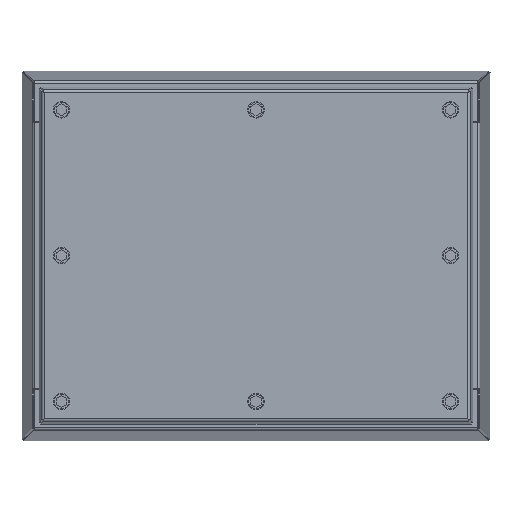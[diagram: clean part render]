
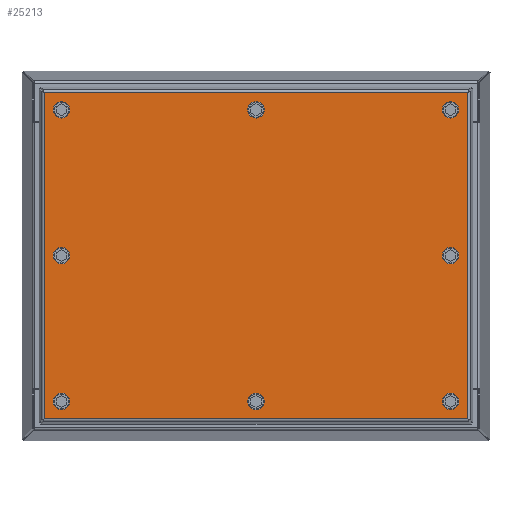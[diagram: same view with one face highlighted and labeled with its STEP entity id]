
A CAD part, top view. The second image highlights one B-rep face of the part: STEP entity #25213.
In plain terms, the highlighted planar face has unit normal (0, 0, 1).
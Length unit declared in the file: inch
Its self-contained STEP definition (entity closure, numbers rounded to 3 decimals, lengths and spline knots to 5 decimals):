
#1160 = DIRECTION ( 'NONE',  ( 0., -1., 0. ) ) ;
#1198 = AXIS2_PLACEMENT_3D ( 'NONE', #9237, #15886, #14007 ) ;
#1201 = LINE ( 'NONE', #24547, #30288 ) ;
#1393 = DIRECTION ( 'NONE',  ( 0., -1., 0. ) ) ;
#1648 = VERTEX_POINT ( 'NONE', #18042 ) ;
#2043 = CARTESIAN_POINT ( 'NONE',  ( 5.882, 4.4095, 6.532 ) ) ;
#2120 = CIRCLE ( 'NONE', #19394, 0.1175 ) ;
#2245 = DIRECTION ( 'NONE',  ( 0., 0., 1. ) ) ;
#2324 = DIRECTION ( 'NONE',  ( -1., 0., 0. ) ) ;
#2380 = FACE_BOUND ( 'NONE', #2630, .T. ) ;
#2471 = AXIS2_PLACEMENT_3D ( 'NONE', #13211, #11225, #30112 ) ;
#2630 = EDGE_LOOP ( 'NONE', ( #20394 ) ) ;
#3008 = ORIENTED_EDGE ( 'NONE', *, *, #4873, .F. ) ;
#3099 = AXIS2_PLACEMENT_3D ( 'NONE', #19361, #24069, #5143 ) ;
#3276 = DIRECTION ( 'NONE',  ( 0., 0., 1. ) ) ;
#3818 = VERTEX_POINT ( 'NONE', #24708 ) ;
#4711 = FACE_BOUND ( 'NONE', #13199, .T. ) ;
#4857 = CARTESIAN_POINT ( 'NONE',  ( -5.882, -4.527, 6.532 ) ) ;
#4873 = EDGE_CURVE ( 'NONE', #3818, #3818, #22348, .T. ) ;
#5143 = DIRECTION ( 'NONE',  ( 0., 1., 0. ) ) ;
#5331 = EDGE_CURVE ( 'NONE', #13195, #13195, #6577, .T. ) ;
#5689 = DIRECTION ( 'NONE',  ( 0., 0., 1. ) ) ;
#5908 = CARTESIAN_POINT ( 'NONE',  ( -5.882, 0., 6.532 ) ) ;
#6337 = ORIENTED_EDGE ( 'NONE', *, *, #5331, .F. ) ;
#6577 = CIRCLE ( 'NONE', #1198, 0.1175 ) ;
#6626 = VERTEX_POINT ( 'NONE', #26704 ) ;
#7216 = CARTESIAN_POINT ( 'NONE',  ( -6.39984, 4.93434, 6.532 ) ) ;
#7603 = EDGE_CURVE ( 'NONE', #6626, #13174, #1201, .T. ) ;
#8024 = CARTESIAN_POINT ( 'NONE',  ( 0., 4.4095, 6.532 ) ) ;
#8150 = EDGE_LOOP ( 'NONE', ( #28977 ) ) ;
#8617 = EDGE_CURVE ( 'NONE', #1648, #1648, #17018, .T. ) ;
#8772 = ORIENTED_EDGE ( 'NONE', *, *, #18240, .F. ) ;
#9237 = CARTESIAN_POINT ( 'NONE',  ( 5.882, 0., 6.532 ) ) ;
#9314 = FACE_BOUND ( 'NONE', #8150, .T. ) ;
#9691 = CARTESIAN_POINT ( 'NONE',  ( 5.882, -4.4095, 6.532 ) ) ;
#9777 = ORIENTED_EDGE ( 'NONE', *, *, #22812, .F. ) ;
#10098 = VERTEX_POINT ( 'NONE', #19545 ) ;
#10660 = CARTESIAN_POINT ( 'NONE',  ( 5.882, 4.292, 6.532 ) ) ;
#10715 = EDGE_LOOP ( 'NONE', ( #13821 ) ) ;
#10923 = CIRCLE ( 'NONE', #17849, 0.1175 ) ;
#10944 = AXIS2_PLACEMENT_3D ( 'NONE', #2043, #13622, #11167 ) ;
#11016 = EDGE_LOOP ( 'NONE', ( #3008 ) ) ;
#11167 = DIRECTION ( 'NONE',  ( 0., -1., 0. ) ) ;
#11225 = DIRECTION ( 'NONE',  ( 0., 0., 1. ) ) ;
#11789 = LINE ( 'NONE', #26555, #29634 ) ;
#12069 = FACE_BOUND ( 'NONE', #25959, .T. ) ;
#12802 = ORIENTED_EDGE ( 'NONE', *, *, #25286, .F. ) ;
#12994 = DIRECTION ( 'NONE',  ( 0., -1., 0. ) ) ;
#13040 = EDGE_CURVE ( 'NONE', #27107, #27107, #15792, .T. ) ;
#13174 = VERTEX_POINT ( 'NONE', #24394 ) ;
#13195 = VERTEX_POINT ( 'NONE', #22090 ) ;
#13199 = EDGE_LOOP ( 'NONE', ( #18220 ) ) ;
#13211 = CARTESIAN_POINT ( 'NONE',  ( 0., -4.4095, 6.532 ) ) ;
#13382 = VECTOR ( 'NONE', #2324, 39.37008 ) ;
#13622 = DIRECTION ( 'NONE',  ( 0., 0., 1. ) ) ;
#13627 = EDGE_CURVE ( 'NONE', #13174, #28585, #23844, .T. ) ;
#13821 = ORIENTED_EDGE ( 'NONE', *, *, #24664, .F. ) ;
#14007 = DIRECTION ( 'NONE',  ( 0., -1., 0. ) ) ;
#14226 = FACE_BOUND ( 'NONE', #19166, .T. ) ;
#14375 = FACE_BOUND ( 'NONE', #10715, .T. ) ;
#14713 = DIRECTION ( 'NONE',  ( 1., 0., 0. ) ) ;
#14870 = CIRCLE ( 'NONE', #10944, 0.1175 ) ;
#15397 = VERTEX_POINT ( 'NONE', #7216 ) ;
#15562 = CARTESIAN_POINT ( 'NONE',  ( -6.39984, 5.0065, 6.532 ) ) ;
#15792 = CIRCLE ( 'NONE', #2471, 0.1175 ) ;
#15858 = CARTESIAN_POINT ( 'NONE',  ( -6.39984, -4.93434, 6.532 ) ) ;
#15886 = DIRECTION ( 'NONE',  ( 0., 0., 1. ) ) ;
#16318 = EDGE_LOOP ( 'NONE', ( #12802 ) ) ;
#16596 = ORIENTED_EDGE ( 'NONE', *, *, #13040, .F. ) ;
#16743 = DIRECTION ( 'NONE',  ( 0., -1., 0. ) ) ;
#16892 = VECTOR ( 'NONE', #25041, 39.37008 ) ;
#16899 = FACE_BOUND ( 'NONE', #16318, .T. ) ;
#17010 = EDGE_CURVE ( 'NONE', #10098, #10098, #30380, .T. ) ;
#17018 = CIRCLE ( 'NONE', #27376, 0.1175 ) ;
#17849 = AXIS2_PLACEMENT_3D ( 'NONE', #8024, #5689, #1393 ) ;
#18042 = CARTESIAN_POINT ( 'NONE',  ( -5.882, -0.1175, 6.532 ) ) ;
#18220 = ORIENTED_EDGE ( 'NONE', *, *, #27468, .F. ) ;
#18240 = EDGE_CURVE ( 'NONE', #28585, #15397, #27032, .T. ) ;
#18748 = FACE_BOUND ( 'NONE', #11016, .T. ) ;
#18759 = CARTESIAN_POINT ( 'NONE',  ( -5.882, 4.4095, 6.532 ) ) ;
#18917 = VERTEX_POINT ( 'NONE', #4857 ) ;
#19113 = DIRECTION ( 'NONE',  ( 0., -1., 0. ) ) ;
#19166 = EDGE_LOOP ( 'NONE', ( #6337 ) ) ;
#19361 = CARTESIAN_POINT ( 'NONE',  ( -6.472, 5.0065, 6.532 ) ) ;
#19394 = AXIS2_PLACEMENT_3D ( 'NONE', #27230, #3276, #1160 ) ;
#19545 = CARTESIAN_POINT ( 'NONE',  ( -5.882, 4.292, 6.532 ) ) ;
#20394 = ORIENTED_EDGE ( 'NONE', *, *, #17010, .F. ) ;
#20497 = DIRECTION ( 'NONE',  ( 0., -1., 0. ) ) ;
#21406 = PLANE ( 'NONE',  #3099 ) ;
#21732 = ORIENTED_EDGE ( 'NONE', *, *, #13627, .F. ) ;
#22090 = CARTESIAN_POINT ( 'NONE',  ( 5.882, -0.1175, 6.532 ) ) ;
#22348 = CIRCLE ( 'NONE', #23857, 0.1175 ) ;
#22508 = CARTESIAN_POINT ( 'NONE',  ( 0., -4.527, 6.532 ) ) ;
#22593 = ORIENTED_EDGE ( 'NONE', *, *, #7603, .F. ) ;
#22812 = EDGE_CURVE ( 'NONE', #15397, #6626, #11789, .T. ) ;
#23465 = CARTESIAN_POINT ( 'NONE',  ( 0., 4.292, 6.532 ) ) ;
#23750 = FACE_OUTER_BOUND ( 'NONE', #29826, .T. ) ;
#23844 = LINE ( 'NONE', #25840, #13382 ) ;
#23857 = AXIS2_PLACEMENT_3D ( 'NONE', #9691, #28279, #19113 ) ;
#23984 = AXIS2_PLACEMENT_3D ( 'NONE', #18759, #2245, #16743 ) ;
#24069 = DIRECTION ( 'NONE',  ( 0., 0., -1. ) ) ;
#24394 = CARTESIAN_POINT ( 'NONE',  ( 6.39984, -4.93434, 6.532 ) ) ;
#24547 = CARTESIAN_POINT ( 'NONE',  ( 6.39984, 5.0065, 6.532 ) ) ;
#24664 = EDGE_CURVE ( 'NONE', #27917, #27917, #10923, .T. ) ;
#24708 = CARTESIAN_POINT ( 'NONE',  ( 5.882, -4.527, 6.532 ) ) ;
#25041 = DIRECTION ( 'NONE',  ( 0., 1., 0. ) ) ;
#25213 = ADVANCED_FACE ( 'NONE', ( #23750, #16899, #18748, #4711, #2380, #12069, #14375, #14226, #9314 ), #21406, .F. ) ;
#25286 = EDGE_CURVE ( 'NONE', #18917, #18917, #2120, .T. ) ;
#25840 = CARTESIAN_POINT ( 'NONE',  ( -6.472, -4.93434, 6.532 ) ) ;
#25959 = EDGE_LOOP ( 'NONE', ( #16596 ) ) ;
#26526 = VERTEX_POINT ( 'NONE', #10660 ) ;
#26555 = CARTESIAN_POINT ( 'NONE',  ( -6.472, 4.93434, 6.532 ) ) ;
#26704 = CARTESIAN_POINT ( 'NONE',  ( 6.39984, 4.93434, 6.532 ) ) ;
#27032 = LINE ( 'NONE', #15562, #16892 ) ;
#27107 = VERTEX_POINT ( 'NONE', #22508 ) ;
#27230 = CARTESIAN_POINT ( 'NONE',  ( -5.882, -4.4095, 6.532 ) ) ;
#27376 = AXIS2_PLACEMENT_3D ( 'NONE', #5908, #27733, #12994 ) ;
#27468 = EDGE_CURVE ( 'NONE', #26526, #26526, #14870, .T. ) ;
#27733 = DIRECTION ( 'NONE',  ( 0., 0., 1. ) ) ;
#27917 = VERTEX_POINT ( 'NONE', #23465 ) ;
#28279 = DIRECTION ( 'NONE',  ( 0., 0., 1. ) ) ;
#28585 = VERTEX_POINT ( 'NONE', #15858 ) ;
#28977 = ORIENTED_EDGE ( 'NONE', *, *, #8617, .F. ) ;
#29634 = VECTOR ( 'NONE', #14713, 39.37008 ) ;
#29826 = EDGE_LOOP ( 'NONE', ( #22593, #9777, #8772, #21732 ) ) ;
#30112 = DIRECTION ( 'NONE',  ( 0., -1., 0. ) ) ;
#30288 = VECTOR ( 'NONE', #20497, 39.37008 ) ;
#30380 = CIRCLE ( 'NONE', #23984, 0.1175 ) ;
